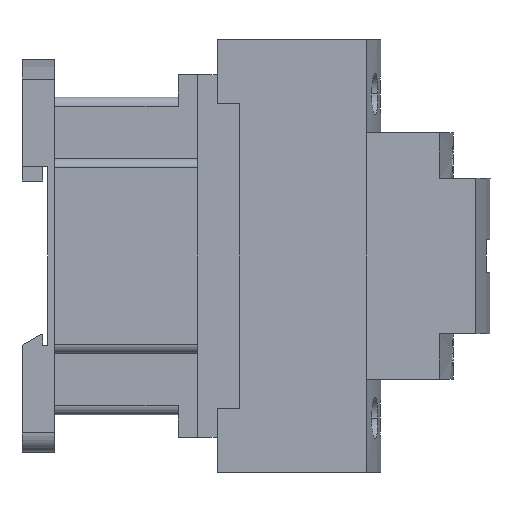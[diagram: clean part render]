
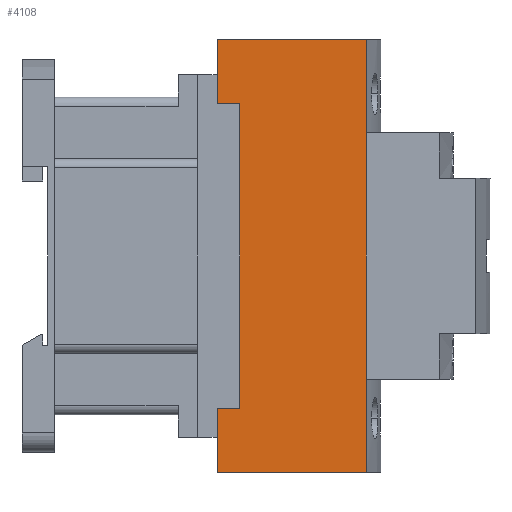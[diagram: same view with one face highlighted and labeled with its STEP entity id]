
A CAD part, left-side view. The second image highlights one B-rep face of the part: STEP entity #4108.
In plain terms, the highlighted planar face has unit normal (-1, 0, 0).
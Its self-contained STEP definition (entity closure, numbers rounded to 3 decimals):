
#3210=CARTESIAN_POINT('POINT44309',(-22.352,-38.252,
   -29.87));
#3211=VERTEX_POINT('VERTEX44309',#3210);
#3218=CARTESIAN_POINT('POINT44310',(-22.352,-42.697,
   -29.87));
#3219=VERTEX_POINT('VERTEX44310',#3218);
#3220=CARTESIAN_POINT('POS80817',(-22.352,-46.655,
   -29.87));
#3221=DIRECTION('DIR112919',(0.,1.,0.));
#3222=VECTOR('VEC48715',#3221,25.4);
#3223=LINE('STRAIGHT48715',#3220,#3222);
#3224=EDGE_CURVE('EDGE66236',#3219,#3211,#3223,.T.);
#3242=CARTESIAN_POINT('POINT44311',(-22.352,-42.697,
   29.87));
#3243=VERTEX_POINT('VERTEX44311',#3242);
#3244=CARTESIAN_POINT('POS80820',(-22.352,-42.697,0.));
#3245=DIRECTION('DIR112923',(0.,0.,-1.));
#3246=VECTOR('VEC48717',#3245,25.4);
#3247=LINE('STRAIGHT48717',#3244,#3246);
#3248=EDGE_CURVE('EDGE66238',#3243,#3219,#3247,.T.);
#3266=CARTESIAN_POINT('POINT44312',(-22.352,-38.252,
   29.87));
#3267=VERTEX_POINT('VERTEX44312',#3266);
#3268=CARTESIAN_POINT('POS80823',(-22.352,-46.655,
   29.87));
#3269=DIRECTION('DIR112927',(0.,-1.,0.));
#3270=VECTOR('VEC48719',#3269,25.4);
#3271=LINE('STRAIGHT48719',#3268,#3270);
#3272=EDGE_CURVE('EDGE66240',#3267,#3243,#3271,.T.);
#3613=CARTESIAN_POINT('POINT44328',(-22.352,-38.252,
   42.418));
#3614=VERTEX_POINT('VERTEX44328',#3613);
#3615=CARTESIAN_POINT('POS80864',(-22.352,-38.252,0.));
#3616=DIRECTION('DIR112981',(0.,0.,-1.));
#3617=VECTOR('VEC48747',#3616,25.4);
#3618=LINE('STRAIGHT48747',#3615,#3617);
#3619=EDGE_CURVE('EDGE66271',#3614,#3267,#3618,.T.);
#3667=CARTESIAN_POINT('POINT44332',(-22.352,-38.252,
   -42.418));
#3668=VERTEX_POINT('VERTEX44332',#3667);
#3675=EDGE_CURVE('EDGE66278',#3211,#3668,#3618,.T.);
#4074=ORIENTED_EDGE('COEDGE132579',*,*,#3272,.T.);
#4075=ORIENTED_EDGE('COEDGE132580',*,*,#3248,.T.);
#4076=ORIENTED_EDGE('COEDGE132581',*,*,#3224,.T.);
#4077=ORIENTED_EDGE('COEDGE132582',*,*,#3675,.T.);
#4078=CARTESIAN_POINT('POINT44355',(-22.352,-67.469,
   -42.418));
#4079=VERTEX_POINT('VERTEX44355',#4078);
#4080=CARTESIAN_POINT('POS80916',(-22.352,-52.848,
   -42.418));
#4081=DIRECTION('DIR113056',(0.,1.,0.));
#4082=VECTOR('VEC48776',#4081,25.4);
#4083=LINE('STRAIGHT48776',#4080,#4082);
#4084=EDGE_CURVE('EDGE66313',#4079,#3668,#4083,.T.);
#4085=ORIENTED_EDGE('COEDGE132583',*,*,#4084,.F.);
#4086=CARTESIAN_POINT('POINT44356',(-22.352,-67.469,
   42.418));
#4087=VERTEX_POINT('VERTEX44356',#4086);
#4088=CARTESIAN_POINT('POS80917',(-22.352,-67.469,0.))
   ;
#4089=DIRECTION('DIR113057',(0.,0.,-1.));
#4090=VECTOR('VEC48777',#4089,25.4);
#4091=LINE('STRAIGHT48777',#4088,#4090);
#4092=EDGE_CURVE('EDGE66314',#4087,#4079,#4091,.T.);
#4093=ORIENTED_EDGE('COEDGE132584',*,*,#4092,.F.);
#4094=CARTESIAN_POINT('POS80918',(-22.352,-52.848,
   42.418));
#4095=DIRECTION('DIR113058',(0.,-1.,0.));
#4096=VECTOR('VEC48778',#4095,25.4);
#4097=LINE('STRAIGHT48778',#4094,#4096);
#4098=EDGE_CURVE('EDGE66315',#3614,#4087,#4097,.T.);
#4099=ORIENTED_EDGE('COEDGE132585',*,*,#4098,.F.);
#4100=ORIENTED_EDGE('COEDGE132586',*,*,#3619,.T.);
#4101=EDGE_LOOP('NONE',(#4074,#4075,#4076,#4077,#4085,#4093,#4099,#4100)
   );
#4102=FACE_BOUND('LOOP1',#4101,.T.);
#4103=CARTESIAN_POINT('POS80919',(-22.352,-52.848,0.)
   );
#4104=DIRECTION('DIR113059',(1.,0.,0.));
#4105=DIRECTION('DIR113060',(0.,1.,0.));
#4106=AXIS2_PLACEMENT_3D('AXIS32141',#4103,#4104,#4105);
#4107=PLANE('PLANE18146',#4106);
#4108=ADVANCED_FACE('FACE26101',(#4102),#4107,.F.);
